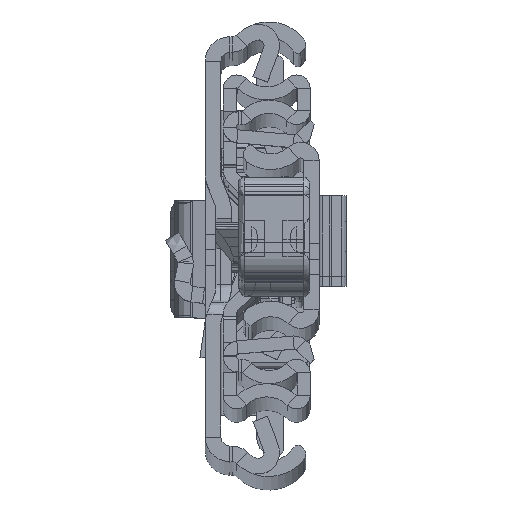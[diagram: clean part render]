
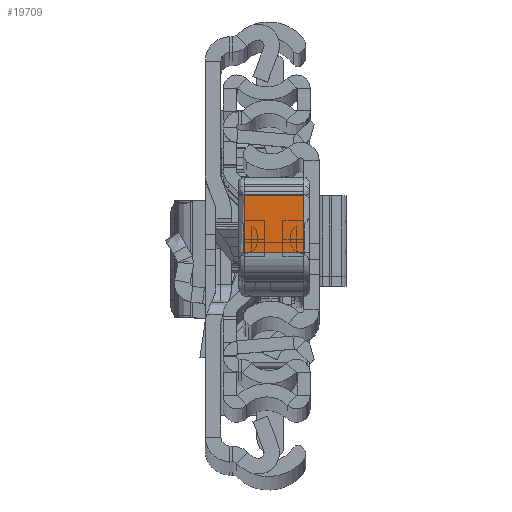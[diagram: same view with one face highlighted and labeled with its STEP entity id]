
A CAD part, top view. The second image highlights one B-rep face of the part: STEP entity #19709.
In plain terms, the highlighted face is planar.
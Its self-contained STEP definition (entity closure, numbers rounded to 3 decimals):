
#277 = LINE ( 'NONE', #12166, #11751 ) ;
#503 = EDGE_CURVE ( 'NONE', #31878, #5458, #33118, .T. ) ;
#1656 = ORIENTED_EDGE ( 'NONE', *, *, #9213, .F. ) ;
#2218 = AXIS2_PLACEMENT_3D ( 'NONE', #31010, #27936, #25072 ) ;
#3038 = DIRECTION ( 'NONE',  ( -0.027, -1., 0. ) ) ;
#3826 = VECTOR ( 'NONE', #38037, 1000. ) ;
#5458 = VERTEX_POINT ( 'NONE', #35585 ) ;
#7921 = PLANE ( 'NONE',  #2218 ) ;
#9213 = EDGE_CURVE ( 'NONE', #5458, #37684, #277, .T. ) ;
#11751 = VECTOR ( 'NONE', #17969, 1000. ) ;
#12166 = CARTESIAN_POINT ( 'NONE',  ( 39.55, -12.274, 0. ) ) ;
#12455 = CARTESIAN_POINT ( 'NONE',  ( 39.55, -12.274, -10. ) ) ;
#12509 = CARTESIAN_POINT ( 'NONE',  ( 39.55, -12.274, -11. ) ) ;
#14021 = EDGE_CURVE ( 'NONE', #20672, #31878, #17492, .T. ) ;
#15428 = ORIENTED_EDGE ( 'NONE', *, *, #30154, .F. ) ;
#17492 = LINE ( 'NONE', #12455, #30873 ) ;
#17969 = DIRECTION ( 'NONE',  ( 0.027, 1., 0. ) ) ;
#19709 = ADVANCED_FACE ( 'NONE', ( #36609 ), #7921, .F. ) ;
#20672 = VERTEX_POINT ( 'NONE', #22612 ) ;
#21322 = ORIENTED_EDGE ( 'NONE', *, *, #503, .F. ) ;
#22612 = CARTESIAN_POINT ( 'NONE',  ( 39.818, -2.465, -10. ) ) ;
#23707 = CARTESIAN_POINT ( 'NONE',  ( 39.55, -12.274, -10. ) ) ;
#24274 = DIRECTION ( 'NONE',  ( 0., 0., 1. ) ) ;
#24281 = EDGE_LOOP ( 'NONE', ( #21322, #29504, #15428, #1656 ) ) ;
#25072 = DIRECTION ( 'NONE',  ( -0.027, -1., 0. ) ) ;
#27936 = DIRECTION ( 'NONE',  ( -1., 0.027, 0. ) ) ;
#29504 = ORIENTED_EDGE ( 'NONE', *, *, #14021, .F. ) ;
#30154 = EDGE_CURVE ( 'NONE', #37684, #20672, #37842, .T. ) ;
#30219 = CARTESIAN_POINT ( 'NONE',  ( 39.818, -2.465, 0. ) ) ;
#30873 = VECTOR ( 'NONE', #3038, 1000. ) ;
#31010 = CARTESIAN_POINT ( 'NONE',  ( 39.55, -12.274, -11. ) ) ;
#31878 = VERTEX_POINT ( 'NONE', #23707 ) ;
#33118 = LINE ( 'NONE', #12509, #34388 ) ;
#34388 = VECTOR ( 'NONE', #24274, 1000. ) ;
#34609 = CARTESIAN_POINT ( 'NONE',  ( 39.818, -2.465, -11. ) ) ;
#35585 = CARTESIAN_POINT ( 'NONE',  ( 39.55, -12.274, 0. ) ) ;
#36609 = FACE_OUTER_BOUND ( 'NONE', #24281, .T. ) ;
#37684 = VERTEX_POINT ( 'NONE', #30219 ) ;
#37842 = LINE ( 'NONE', #34609, #3826 ) ;
#38037 = DIRECTION ( 'NONE',  ( 0., 0., -1. ) ) ;
